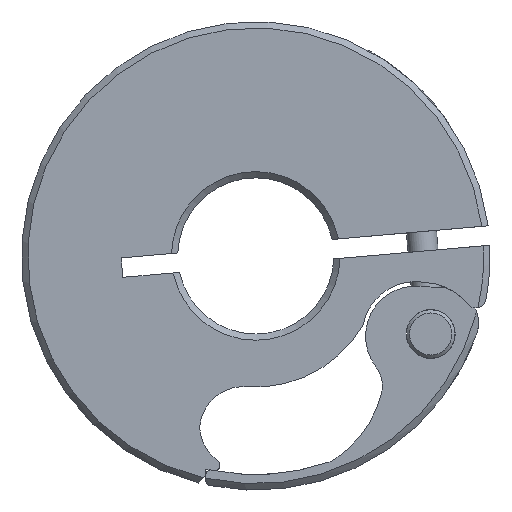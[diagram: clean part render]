
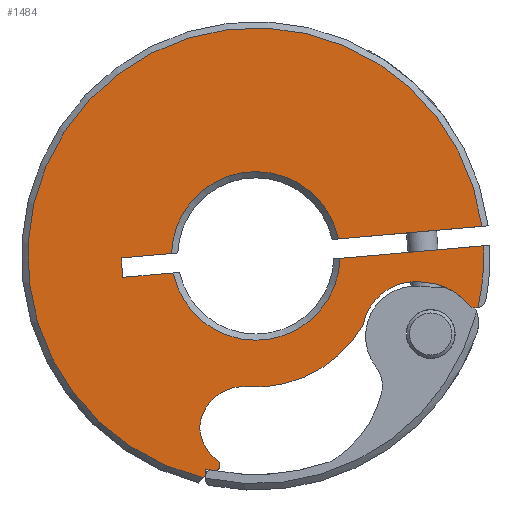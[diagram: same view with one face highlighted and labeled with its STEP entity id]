
A CAD part, front view. The second image highlights one B-rep face of the part: STEP entity #1484.
In plain terms, the highlighted planar face has unit normal (0, -1, 0).
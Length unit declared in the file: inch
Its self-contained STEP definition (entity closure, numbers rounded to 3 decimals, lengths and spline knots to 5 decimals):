
#34=LINE('',#2247,#128);
#48=LINE('',#2363,#142);
#49=LINE('',#2366,#143);
#50=LINE('',#2368,#144);
#51=LINE('',#2372,#145);
#52=LINE('',#2387,#146);
#53=LINE('',#2391,#147);
#54=LINE('',#2393,#148);
#55=LINE('',#2394,#149);
#128=VECTOR('',#1767,0.01094);
#142=VECTOR('',#1847,0.46115);
#143=VECTOR('',#1850,0.01986);
#144=VECTOR('',#1851,0.028);
#145=VECTOR('',#1854,0.00446);
#146=VECTOR('',#1869,0.46115);
#147=VECTOR('',#1872,0.16181);
#148=VECTOR('',#1873,0.0625);
#149=VECTOR('',#1874,0.16181);
#313=PLANE('',#1605);
#373=FACE_OUTER_BOUND('',#460,.T.);
#460=EDGE_LOOP('',(#1072,#1073,#1074,#1075,#1076,#1077,#1078,#1079,#1080,
#1081,#1082,#1083,#1084,#1085,#1086,#1087,#1088,#1089,#1090,#1091,#1092));
#577=CIRCLE('',#1602,0.0325);
#580=CIRCLE('',#1606,0.27);
#581=CIRCLE('',#1607,0.73);
#582=CIRCLE('',#1608,0.015);
#583=CIRCLE('',#1609,0.015);
#584=CIRCLE('',#1610,0.14);
#585=CIRCLE('',#1611,0.14);
#586=CIRCLE('',#1612,0.4);
#587=CIRCLE('',#1613,0.172);
#588=CIRCLE('',#1614,0.19114);
#589=CIRCLE('',#1615,0.73);
#590=CIRCLE('',#1616,0.27);
#651=VERTEX_POINT('',#2244);
#652=VERTEX_POINT('',#2246);
#681=VERTEX_POINT('',#2322);
#682=VERTEX_POINT('',#2323);
#689=VERTEX_POINT('',#2359);
#690=VERTEX_POINT('',#2360);
#691=VERTEX_POINT('',#2362);
#692=VERTEX_POINT('',#2365);
#693=VERTEX_POINT('',#2367);
#694=VERTEX_POINT('',#2369);
#695=VERTEX_POINT('',#2371);
#696=VERTEX_POINT('',#2373);
#697=VERTEX_POINT('',#2375);
#698=VERTEX_POINT('',#2377);
#699=VERTEX_POINT('',#2379);
#700=VERTEX_POINT('',#2381);
#701=VERTEX_POINT('',#2384);
#702=VERTEX_POINT('',#2386);
#703=VERTEX_POINT('',#2388);
#704=VERTEX_POINT('',#2390);
#705=VERTEX_POINT('',#2392);
#801=EDGE_CURVE('',#652,#651,#34,.T.);
#834=EDGE_CURVE('',#681,#682,#577,.T.);
#844=EDGE_CURVE('',#689,#690,#580,.T.);
#845=EDGE_CURVE('',#690,#691,#48,.T.);
#846=EDGE_CURVE('',#691,#652,#581,.T.);
#847=EDGE_CURVE('',#651,#692,#49,.T.);
#848=EDGE_CURVE('',#692,#693,#50,.T.);
#849=EDGE_CURVE('',#693,#694,#582,.T.);
#850=EDGE_CURVE('',#694,#695,#51,.T.);
#851=EDGE_CURVE('',#695,#696,#583,.T.);
#852=EDGE_CURVE('',#696,#697,#584,.T.);
#853=EDGE_CURVE('',#697,#698,#585,.T.);
#854=EDGE_CURVE('',#698,#699,#586,.T.);
#855=EDGE_CURVE('',#699,#700,#587,.T.);
#856=EDGE_CURVE('',#700,#681,#588,.T.);
#857=EDGE_CURVE('',#682,#701,#589,.T.);
#858=EDGE_CURVE('',#701,#702,#52,.T.);
#859=EDGE_CURVE('',#702,#703,#590,.T.);
#860=EDGE_CURVE('',#703,#704,#53,.T.);
#861=EDGE_CURVE('',#704,#705,#54,.T.);
#862=EDGE_CURVE('',#705,#689,#55,.T.);
#1072=ORIENTED_EDGE('',*,*,#844,.T.);
#1073=ORIENTED_EDGE('',*,*,#845,.T.);
#1074=ORIENTED_EDGE('',*,*,#846,.T.);
#1075=ORIENTED_EDGE('',*,*,#801,.T.);
#1076=ORIENTED_EDGE('',*,*,#847,.T.);
#1077=ORIENTED_EDGE('',*,*,#848,.T.);
#1078=ORIENTED_EDGE('',*,*,#849,.T.);
#1079=ORIENTED_EDGE('',*,*,#850,.T.);
#1080=ORIENTED_EDGE('',*,*,#851,.T.);
#1081=ORIENTED_EDGE('',*,*,#852,.T.);
#1082=ORIENTED_EDGE('',*,*,#853,.T.);
#1083=ORIENTED_EDGE('',*,*,#854,.T.);
#1084=ORIENTED_EDGE('',*,*,#855,.T.);
#1085=ORIENTED_EDGE('',*,*,#856,.T.);
#1086=ORIENTED_EDGE('',*,*,#834,.T.);
#1087=ORIENTED_EDGE('',*,*,#857,.T.);
#1088=ORIENTED_EDGE('',*,*,#858,.T.);
#1089=ORIENTED_EDGE('',*,*,#859,.T.);
#1090=ORIENTED_EDGE('',*,*,#860,.T.);
#1091=ORIENTED_EDGE('',*,*,#861,.T.);
#1092=ORIENTED_EDGE('',*,*,#862,.T.);
#1484=ADVANCED_FACE('',(#373),#313,.F.);
#1602=AXIS2_PLACEMENT_3D('',#2324,#1832,#1833);
#1605=AXIS2_PLACEMENT_3D('',#2358,#1843,#1844);
#1606=AXIS2_PLACEMENT_3D('',#2361,#1845,#1846);
#1607=AXIS2_PLACEMENT_3D('',#2364,#1848,#1849);
#1608=AXIS2_PLACEMENT_3D('',#2370,#1852,#1853);
#1609=AXIS2_PLACEMENT_3D('',#2374,#1855,#1856);
#1610=AXIS2_PLACEMENT_3D('',#2376,#1857,#1858);
#1611=AXIS2_PLACEMENT_3D('',#2378,#1859,#1860);
#1612=AXIS2_PLACEMENT_3D('',#2380,#1861,#1862);
#1613=AXIS2_PLACEMENT_3D('',#2382,#1863,#1864);
#1614=AXIS2_PLACEMENT_3D('',#2383,#1865,#1866);
#1615=AXIS2_PLACEMENT_3D('',#2385,#1867,#1868);
#1616=AXIS2_PLACEMENT_3D('',#2389,#1870,#1871);
#1767=DIRECTION('',(0.707,0.,0.707));
#1832=DIRECTION('center_axis',(0.,-1.,0.));
#1833=DIRECTION('ref_axis',(-0.774,0.,-0.633));
#1843=DIRECTION('center_axis',(0.,1.,0.));
#1844=DIRECTION('ref_axis',(0.,0.,1.));
#1845=DIRECTION('center_axis',(0.,1.,0.));
#1846=DIRECTION('ref_axis',(-1.,0.,0.029));
#1847=DIRECTION('',(0.996,0.,0.087));
#1848=DIRECTION('center_axis',(0.,-1.,0.));
#1849=DIRECTION('ref_axis',(0.992,0.,0.13));
#1850=DIRECTION('',(0.,0.,1.));
#1851=DIRECTION('',(0.988,0.,-0.156));
#1852=DIRECTION('center_axis',(0.,-1.,0.));
#1853=DIRECTION('ref_axis',(-0.156,0.,-0.988));
#1854=DIRECTION('',(0.,0.,1.));
#1855=DIRECTION('center_axis',(0.,-1.,0.));
#1856=DIRECTION('ref_axis',(1.,0.,0.));
#1857=DIRECTION('center_axis',(0.,1.,0.));
#1858=DIRECTION('ref_axis',(-0.581,0.,-0.814));
#1859=DIRECTION('center_axis',(0.,1.,0.));
#1860=DIRECTION('ref_axis',(-0.998,0.,0.06));
#1861=DIRECTION('center_axis',(0.,-1.,0.));
#1862=DIRECTION('ref_axis',(-0.071,0.,-0.997));
#1863=DIRECTION('center_axis',(0.,1.,0.));
#1864=DIRECTION('ref_axis',(-0.984,0.,0.179));
#1865=DIRECTION('center_axis',(0.,1.,0.));
#1866=DIRECTION('ref_axis',(0.06,0.,0.998));
#1867=DIRECTION('center_axis',(0.,-1.,0.));
#1868=DIRECTION('ref_axis',(0.974,0.,-0.227));
#1869=DIRECTION('',(-0.996,0.,-0.087));
#1870=DIRECTION('center_axis',(0.,1.,0.));
#1871=DIRECTION('ref_axis',(1.,0.,-0.029));
#1872=DIRECTION('',(-0.996,0.,-0.087));
#1873=DIRECTION('',(-0.087,0.,0.996));
#1874=DIRECTION('',(0.996,0.,0.087));
#2244=CARTESIAN_POINT('',(-0.16,0.,-0.70273));
#2246=CARTESIAN_POINT('',(-0.16773,0.,-0.71047));
#2247=CARTESIAN_POINT('',(-0.16773,0.,-0.71047));
#2322=CARTESIAN_POINT('',(0.67972,0.,-0.15455));
#2323=CARTESIAN_POINT('',(0.7109,0.,-0.16591));
#2324=CARTESIAN_POINT('Origin',(0.70488,0.,-0.13398));
#2358=CARTESIAN_POINT('Origin',(0.,0.,0.));
#2359=CARTESIAN_POINT('',(-0.26989,0.,0.00776));
#2360=CARTESIAN_POINT('',(0.26444,0.,0.0545));
#2361=CARTESIAN_POINT('Origin',(0.,0.,0.));
#2362=CARTESIAN_POINT('',(0.72383,0.,0.0947));
#2363=CARTESIAN_POINT('',(0.26444,0.,0.0545));
#2364=CARTESIAN_POINT('Origin',(0.,0.,0.));
#2365=CARTESIAN_POINT('',(-0.16,0.,-0.68287));
#2366=CARTESIAN_POINT('',(-0.16,0.,-0.70273));
#2367=CARTESIAN_POINT('',(-0.13235,0.,-0.68725));
#2368=CARTESIAN_POINT('',(-0.16,0.,-0.68287));
#2369=CARTESIAN_POINT('',(-0.115,0.,-0.67244));
#2370=CARTESIAN_POINT('Origin',(-0.13,0.,-0.67244));
#2371=CARTESIAN_POINT('',(-0.115,0.,-0.66798));
#2372=CARTESIAN_POINT('',(-0.115,0.,-0.67244));
#2373=CARTESIAN_POINT('',(-0.12129,0.,-0.65577));
#2374=CARTESIAN_POINT('Origin',(-0.13,0.,-0.66798));
#2375=CARTESIAN_POINT('',(-0.17975,0.,-0.55018));
#2376=CARTESIAN_POINT('Origin',(-0.04,0.,-0.54178));
#2377=CARTESIAN_POINT('',(-0.03002,0.,-0.41893));
#2378=CARTESIAN_POINT('Origin',(-0.04,0.,-0.55857));
#2379=CARTESIAN_POINT('',(0.34298,0.,-0.22318));
#2380=CARTESIAN_POINT('Origin',(-0.00154,0.,-0.01994));
#2381=CARTESIAN_POINT('',(0.54321,0.,-0.08477));
#2382=CARTESIAN_POINT('Origin',(0.51221,0.,-0.25395));
#2383=CARTESIAN_POINT('Origin',(0.53177,0.,-0.27556));
#2384=CARTESIAN_POINT('',(0.72928,0.,0.03243));
#2385=CARTESIAN_POINT('Origin',(0.,0.,0.));
#2386=CARTESIAN_POINT('',(0.26989,0.,-0.00776));
#2387=CARTESIAN_POINT('',(0.72928,0.,0.03243));
#2388=CARTESIAN_POINT('',(-0.26444,0.,-0.0545));
#2389=CARTESIAN_POINT('Origin',(0.,0.,0.));
#2390=CARTESIAN_POINT('',(-0.42564,0.,-0.06861));
#2391=CARTESIAN_POINT('',(-0.26444,0.,-0.0545));
#2392=CARTESIAN_POINT('',(-0.43109,0.,-0.00635));
#2393=CARTESIAN_POINT('',(-0.42564,0.,-0.06861));
#2394=CARTESIAN_POINT('',(-0.43109,0.,-0.00635));
